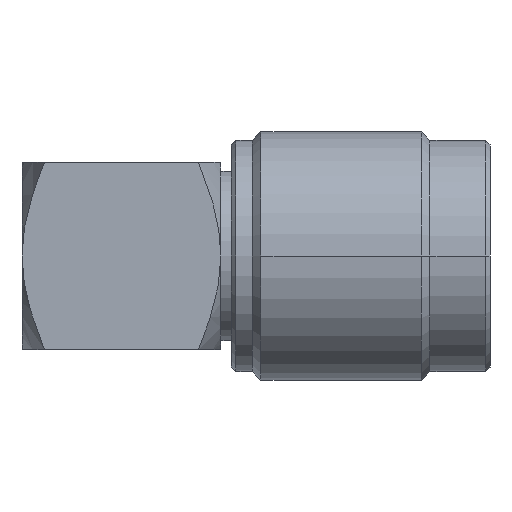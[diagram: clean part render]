
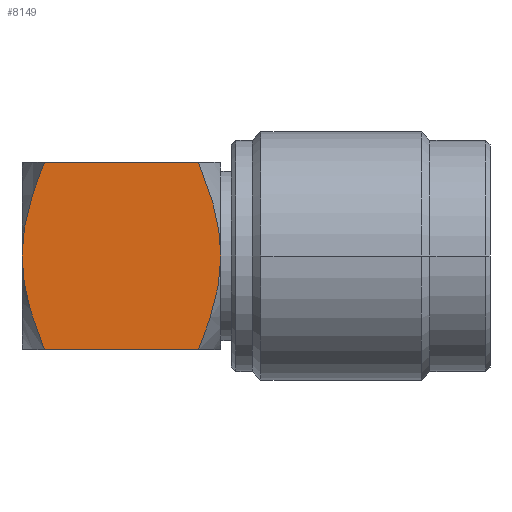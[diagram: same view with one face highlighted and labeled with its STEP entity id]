
A CAD part, left-side view. The second image highlights one B-rep face of the part: STEP entity #8149.
In plain terms, the highlighted planar face has unit normal (-1, 0, 0).
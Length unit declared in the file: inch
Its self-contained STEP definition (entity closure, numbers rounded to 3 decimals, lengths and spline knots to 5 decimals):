
#546 = PLANE ( 'NONE',  #2187 ) ;
#572 = CARTESIAN_POINT ( 'NONE',  ( -0.215, -0.2029, 0.14522 ) ) ;
#731 = EDGE_CURVE ( 'NONE', #6156, #1852, #8348, .T. ) ;
#1258 = DIRECTION ( 'NONE',  ( 1., 0., 0. ) ) ;
#1398 = CARTESIAN_POINT ( 'NONE',  ( -0.215, -0.22835, 0.0373 ) ) ;
#1426 = DIRECTION ( 'NONE',  ( 0., 0., -1. ) ) ;
#1507 = ORIENTED_EDGE ( 'NONE', *, *, #7263, .F. ) ;
#1609 = EDGE_CURVE ( 'NONE', #3300, #3754, #10443, .T. ) ;
#1852 = VERTEX_POINT ( 'NONE', #2636 ) ;
#1916 = VECTOR ( 'NONE', #6518, 39.37008 ) ;
#2104 = CARTESIAN_POINT ( 'NONE',  ( -0.215, 0.22162, -0.07391 ) ) ;
#2187 = AXIS2_PLACEMENT_3D ( 'NONE', #4524, #1258, #1426 ) ;
#2193 = ORIENTED_EDGE ( 'NONE', *, *, #6363, .F. ) ;
#2305 = LINE ( 'NONE', #4894, #1916 ) ;
#2463 = ORIENTED_EDGE ( 'NONE', *, *, #4521, .T. ) ;
#2636 = CARTESIAN_POINT ( 'NONE',  ( -0.215, -0.17693, -0.215 ) ) ;
#2637 = CARTESIAN_POINT ( 'NONE',  ( -0.215, -0.22691, -0.03725 ) ) ;
#2744 = CARTESIAN_POINT ( 'NONE',  ( -0.215, -0.22835, -0.215 ) ) ;
#2817 = CARTESIAN_POINT ( 'NONE',  ( -0.215, 0.22835, -0.01849 ) ) ;
#3074 = CARTESIAN_POINT ( 'NONE',  ( -0.215, 0.22835, 0. ) ) ;
#3116 = FACE_OUTER_BOUND ( 'NONE', #8241, .T. ) ;
#3300 = VERTEX_POINT ( 'NONE', #10471 ) ;
#3538 = ORIENTED_EDGE ( 'NONE', *, *, #1609, .F. ) ;
#3685 = CARTESIAN_POINT ( 'NONE',  ( -0.215, 0.21778, -0.09197 ) ) ;
#3754 = VERTEX_POINT ( 'NONE', #5321 ) ;
#3880 = CARTESIAN_POINT ( 'NONE',  ( -0.215, 0.22835, 0.0373 ) ) ;
#4299 = CARTESIAN_POINT ( 'NONE',  ( -0.215, -0.17693, 0.215 ) ) ;
#4425 = DIRECTION ( 'NONE',  ( 0., -1., 0. ) ) ;
#4521 = EDGE_CURVE ( 'NONE', #3300, #1852, #6847, .T. ) ;
#4524 = CARTESIAN_POINT ( 'NONE',  ( -0.215, -0.22835, 0.215 ) ) ;
#4894 = CARTESIAN_POINT ( 'NONE',  ( -0.215, -0.22835, 0.215 ) ) ;
#5084 = B_SPLINE_CURVE_WITH_KNOTS ( 'NONE', 3,
 ( #3074, #3880, #6358, #6306, #10383, #8854, #9616, #7827 ),
 .UNSPECIFIED., .F., .F.,
 ( 4, 2, 2, 4 ),
 ( 0.01173, 0.01457, 0.016, 0.01742 ),
 .UNSPECIFIED. ) ;
#5139 = CARTESIAN_POINT ( 'NONE',  ( -0.215, -0.19094, -0.18067 ) ) ;
#5321 = CARTESIAN_POINT ( 'NONE',  ( -0.215, 0.22835, 0. ) ) ;
#5828 = CARTESIAN_POINT ( 'NONE',  ( -0.215, -0.17693, -0.215 ) ) ;
#6156 = VERTEX_POINT ( 'NONE', #9341 ) ;
#6211 = CARTESIAN_POINT ( 'NONE',  ( -0.215, 0.17693, -0.215 ) ) ;
#6223 = ORIENTED_EDGE ( 'NONE', *, *, #6843, .F. ) ;
#6264 = CARTESIAN_POINT ( 'NONE',  ( -0.215, -0.22256, 0.07369 ) ) ;
#6306 = CARTESIAN_POINT ( 'NONE',  ( -0.215, 0.20848, 0.12741 ) ) ;
#6358 = CARTESIAN_POINT ( 'NONE',  ( -0.215, 0.22256, 0.07369 ) ) ;
#6363 = EDGE_CURVE ( 'NONE', #3754, #9652, #5084, .T. ) ;
#6518 = DIRECTION ( 'NONE',  ( 0., -1., 0. ) ) ;
#6739 = CARTESIAN_POINT ( 'NONE',  ( -0.215, -0.22835, -0.01849 ) ) ;
#6843 = EDGE_CURVE ( 'NONE', #8954, #6156, #8046, .T. ) ;
#6847 = LINE ( 'NONE', #2744, #8214 ) ;
#6967 = CARTESIAN_POINT ( 'NONE',  ( -0.215, 0.22835, 0. ) ) ;
#7053 = ORIENTED_EDGE ( 'NONE', *, *, #731, .F. ) ;
#7263 = EDGE_CURVE ( 'NONE', #9652, #8954, #2305, .T. ) ;
#7451 = CARTESIAN_POINT ( 'NONE',  ( -0.215, -0.2037, -0.14559 ) ) ;
#7591 = CARTESIAN_POINT ( 'NONE',  ( -0.215, -0.18395, 0.19781 ) ) ;
#7793 = CARTESIAN_POINT ( 'NONE',  ( -0.215, 0.19094, -0.18067 ) ) ;
#7827 = CARTESIAN_POINT ( 'NONE',  ( -0.215, 0.17693, 0.215 ) ) ;
#8009 = CARTESIAN_POINT ( 'NONE',  ( -0.215, -0.20848, 0.12741 ) ) ;
#8046 = B_SPLINE_CURVE_WITH_KNOTS ( 'NONE', 3,
 ( #4299, #7591, #10092, #572, #8009, #6264, #1398, #9634 ),
 .UNSPECIFIED., .F., .F.,
 ( 4, 2, 2, 4 ),
 ( 0.01418, 0.0156, 0.01701, 0.01983 ),
 .UNSPECIFIED. ) ;
#8149 = ADVANCED_FACE ( 'NONE', ( #3116 ), #546, .F. ) ;
#8214 = VECTOR ( 'NONE', #4425, 39.37008 ) ;
#8241 = EDGE_LOOP ( 'NONE', ( #6223, #1507, #2193, #3538, #2463, #7053 ) ) ;
#8348 = B_SPLINE_CURVE_WITH_KNOTS ( 'NONE', 3,
 ( #8545, #6739, #2637, #9958, #9185, #7451, #5139, #5828 ),
 .UNSPECIFIED., .F., .F.,
 ( 4, 2, 2, 4 ),
 ( 0.01983, 0.02123, 0.02262, 0.02542 ),
 .UNSPECIFIED. ) ;
#8545 = CARTESIAN_POINT ( 'NONE',  ( -0.215, -0.22835, 0. ) ) ;
#8814 = CARTESIAN_POINT ( 'NONE',  ( -0.215, -0.17693, 0.215 ) ) ;
#8854 = CARTESIAN_POINT ( 'NONE',  ( -0.215, 0.19062, 0.18046 ) ) ;
#8954 = VERTEX_POINT ( 'NONE', #8814 ) ;
#9185 = CARTESIAN_POINT ( 'NONE',  ( -0.215, -0.21778, -0.09197 ) ) ;
#9341 = CARTESIAN_POINT ( 'NONE',  ( -0.215, -0.22835, 0. ) ) ;
#9538 = CARTESIAN_POINT ( 'NONE',  ( -0.215, 0.17693, 0.215 ) ) ;
#9616 = CARTESIAN_POINT ( 'NONE',  ( -0.215, 0.18395, 0.19781 ) ) ;
#9630 = CARTESIAN_POINT ( 'NONE',  ( -0.215, 0.22691, -0.03725 ) ) ;
#9634 = CARTESIAN_POINT ( 'NONE',  ( -0.215, -0.22835, 0. ) ) ;
#9652 = VERTEX_POINT ( 'NONE', #9538 ) ;
#9958 = CARTESIAN_POINT ( 'NONE',  ( -0.215, -0.22162, -0.07391 ) ) ;
#10092 = CARTESIAN_POINT ( 'NONE',  ( -0.215, -0.19062, 0.18046 ) ) ;
#10244 = CARTESIAN_POINT ( 'NONE',  ( -0.215, 0.2037, -0.14559 ) ) ;
#10383 = CARTESIAN_POINT ( 'NONE',  ( -0.215, 0.2029, 0.14522 ) ) ;
#10443 = B_SPLINE_CURVE_WITH_KNOTS ( 'NONE', 3,
 ( #6211, #7793, #10244, #3685, #2104, #9630, #2817, #6967 ),
 .UNSPECIFIED., .F., .F.,
 ( 4, 2, 2, 4 ),
 ( 0.00608, 0.0089, 0.01031, 0.01173 ),
 .UNSPECIFIED. ) ;
#10471 = CARTESIAN_POINT ( 'NONE',  ( -0.215, 0.17693, -0.215 ) ) ;
